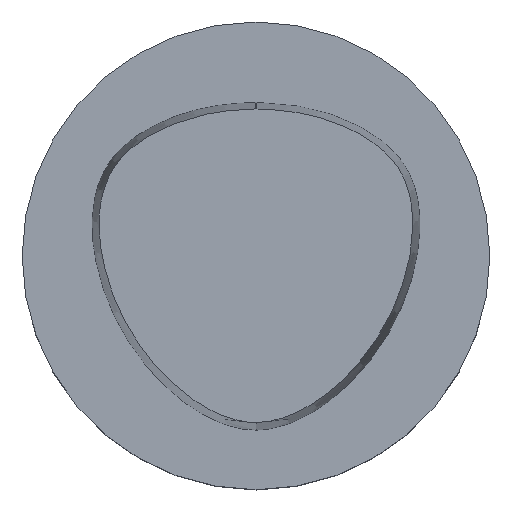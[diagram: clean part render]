
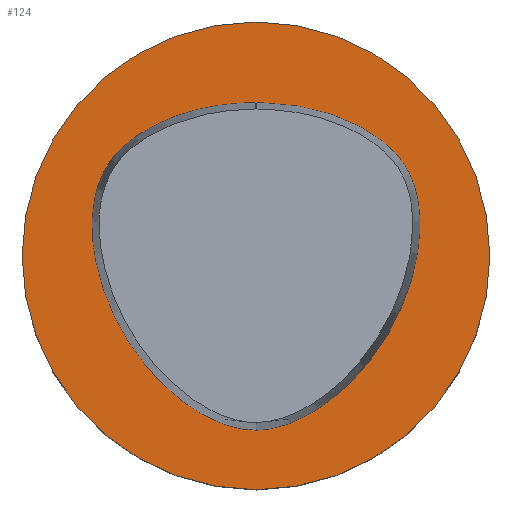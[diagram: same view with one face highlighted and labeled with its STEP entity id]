
A CAD part, top view. The second image highlights one B-rep face of the part: STEP entity #124.
In plain terms, the highlighted planar face has unit normal (0, 0, 1).
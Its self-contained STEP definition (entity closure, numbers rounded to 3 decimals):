
#75=EDGE_CURVE('Unnamed[1]',#195,#195,#196,.T.);
#84=EDGE_CURVE('Unnamed[1]',#204,#211,#212,.T.);
#99=EDGE_CURVE('Unnamed[1]',#211,#208,#232,.T.);
#124=ADVANCED_FACE('Unnamed[1]',(#267,#268),#269,.T.);
#134=EDGE_CURVE('Unnamed[1]',#208,#204,#283,.T.);
#195=VERTEX_POINT('',#354);
#196=CIRCLE('',#355,31.5);
#204=VERTEX_POINT('',#365);
#208=VERTEX_POINT('',#371);
#211=VERTEX_POINT('',#376);
#212=B_SPLINE_CURVE_WITH_KNOTS('',3,(#377,#378,#379,#380,#381,#382,#383,#384,#385,#386,#387,#388,#389,#390,#391,#392,#393,#394),.UNSPECIFIED.,.F.,.F.,(4,1,1,1,1,1,1,1,1,2,1,1,1,1,4),(-6.615,-6.202,-5.788,-5.375,-4.961,-4.134,-3.308,-2.894,-2.481,-2.067,-1.654,-1.24,-0.827,-0.413,0.0),.UNSPECIFIED.);
#232=CIRCLE('',#419,0.95);
#267=FACE_BOUND('',#536,.T.);
#268=FACE_OUTER_BOUND('',#537,.T.);
#269=PLANE('',#538);
#283=B_SPLINE_CURVE_WITH_KNOTS('',3,(#571,#572,#573,#574,#575,#576,#577,#578,#579,#580,#581,#582,#583,#584,#585,#586,#587),.UNSPECIFIED.,.F.,.F.,(4,1,1,1,1,1,1,1,1,1,1,1,1,1,4),(-13.23,-12.817,-12.403,-11.99,-11.576,-11.163,-10.956,-10.75,-10.336,-9.923,-9.096,-8.269,-7.442,-7.029,-6.615),.UNSPECIFIED.);
#354=CARTESIAN_POINT('',(0.,31.5,0.));
#355=AXIS2_PLACEMENT_3D('',#740,#741,#742);
#365=CARTESIAN_POINT('',(0.044,-23.469,0.));
#371=CARTESIAN_POINT('',(0.045,20.677,0.));
#376=CARTESIAN_POINT('',(-0.045,20.677,0.));
#377=CARTESIAN_POINT('',(0.044,-23.469,0.));
#378=CARTESIAN_POINT('',(-1.471,-23.477,0.));
#379=CARTESIAN_POINT('',(-4.439,-22.821,0.));
#380=CARTESIAN_POINT('',(-8.35,-20.8,0.));
#381=CARTESIAN_POINT('',(-11.745,-18.156,0.));
#382=CARTESIAN_POINT('',(-15.699,-14.041,0.));
#383=CARTESIAN_POINT('',(-19.535,-8.006,0.));
#384=CARTESIAN_POINT('',(-21.721,-1.161,0.0));
#385=CARTESIAN_POINT('',(-22.249,4.55,0.0));
#386=CARTESIAN_POINT('',(-21.665,9.002,0.0));
#387=CARTESIAN_POINT('',(-20.395,11.778,0.0));
#388=CARTESIAN_POINT('',(-18.593,14.198,0.0));
#389=CARTESIAN_POINT('',(-16.323,16.178,0.0));
#390=CARTESIAN_POINT('',(-12.508,18.252,0.));
#391=CARTESIAN_POINT('',(-8.468,19.679,0.));
#392=CARTESIAN_POINT('',(-4.23,20.488,0.));
#393=CARTESIAN_POINT('',(-1.423,20.613,0.));
#394=CARTESIAN_POINT('',(-0.045,20.677,0.));
#419=AXIS2_PLACEMENT_3D('',#769,#770,#771);
#536=EDGE_LOOP('',(#810,#811,#812));
#537=EDGE_LOOP('',(#813));
#538=AXIS2_PLACEMENT_3D('',#814,#815,#816);
#571=CARTESIAN_POINT('',(0.045,20.677,0.));
#572=CARTESIAN_POINT('',(1.424,20.61,0.));
#573=CARTESIAN_POINT('',(4.223,20.484,0.));
#574=CARTESIAN_POINT('',(8.472,19.689,0.));
#575=CARTESIAN_POINT('',(12.514,18.243,0.0));
#576=CARTESIAN_POINT('',(16.304,16.173,0.));
#577=CARTESIAN_POINT('',(19.145,13.704,0.));
#578=CARTESIAN_POINT('',(20.732,11.101,0.0));
#579=CARTESIAN_POINT('',(21.783,8.281,0.));
#580=CARTESIAN_POINT('',(22.226,4.609,0.0));
#581=CARTESIAN_POINT('',(21.744,-1.113,0.0));
#582=CARTESIAN_POINT('',(19.552,-7.954,0.0));
#583=CARTESIAN_POINT('',(14.957,-15.209,0.0));
#584=CARTESIAN_POINT('',(9.668,-20.083,0.));
#585=CARTESIAN_POINT('',(4.516,-22.795,0.));
#586=CARTESIAN_POINT('',(1.559,-23.461,0.));
#587=CARTESIAN_POINT('',(0.044,-23.469,0.));
#740=CARTESIAN_POINT('',(0.0,0.0,0.0));
#741=DIRECTION('',(0.,0.,-1.0));
#742=DIRECTION('',(0.,1.0,0.));
#769=CARTESIAN_POINT('',(-0.001,19.728,0.));
#770=DIRECTION('',(0.,0.,-1.0));
#771=DIRECTION('',(-0.046,0.999,0.));
#810=ORIENTED_EDGE('',*,*,#134,.T.);
#811=ORIENTED_EDGE('',*,*,#84,.T.);
#812=ORIENTED_EDGE('',*,*,#99,.T.);
#813=ORIENTED_EDGE('',*,*,#75,.F.);
#814=CARTESIAN_POINT('',(0.,15.75,0.));
#815=DIRECTION('',(0.,0.,1.0));
#816=DIRECTION('',(0.,-1.0,0.));
